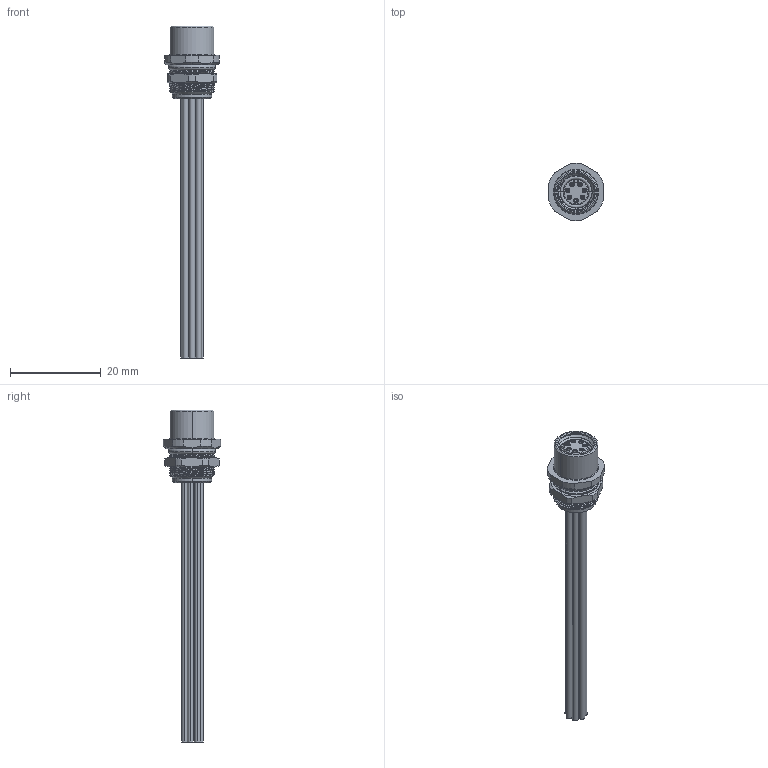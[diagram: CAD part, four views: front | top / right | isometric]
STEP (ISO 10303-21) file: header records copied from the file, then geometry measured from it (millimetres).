
FILE_DESCRIPTION((''),'2;1');
FILE_NAME('8P-K1887','2025-09-17T',('gongchengVI'),(''),'PRO/ENGINEER BY PARAMETRIC TECHNOLOGY CORPORATION, 2010280','PRO/ENGINEER BY PARAMETRIC TECHNOLOGY CORPORATION, 2010280','');
FILE_SCHEMA(('CONFIG_CONTROL_DESIGN'));
Length unit declared in the file: millimetre
Products named in the file (1): 8P-K1887
Bounding box: 12 x 12.6 x 73.2 mm (x, y, z)
Volume: 224.5 mm3; surface area: 4560.4 mm2
Topology: 1 solids, 20 shells, 660 faces, 1581 edges, 978 vertices
Faces by surface type: cylinder 259, plane 189, cone 145, torus 44, bspline 23
Entity records: 25014 total; most frequent: CARTESIAN_POINT 9666, DIRECTION 3318, ORIENTED_EDGE 3106, EDGE_CURVE 1553, AXIS2_PLACEMENT_3D 1348, VERTEX_POINT 978, EDGE_LOOP 741, CIRCLE 710
